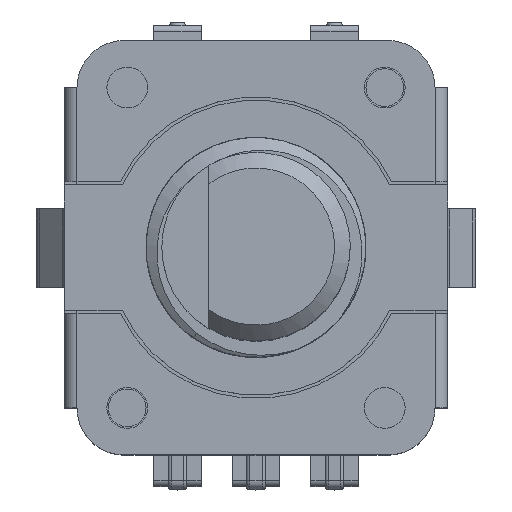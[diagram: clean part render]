
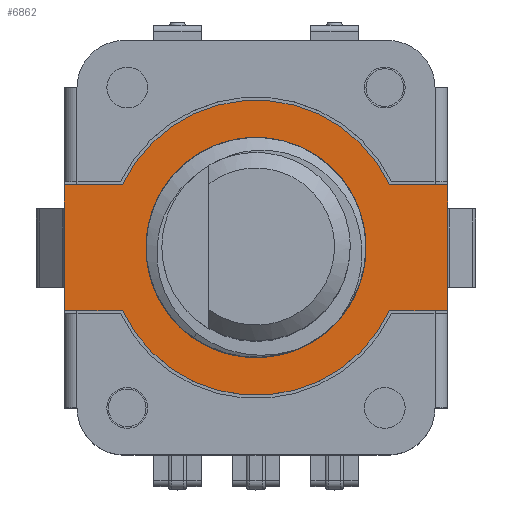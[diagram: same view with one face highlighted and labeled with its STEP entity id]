
A CAD part, top view. The second image highlights one B-rep face of the part: STEP entity #6862.
In plain terms, the highlighted planar face has unit normal (0, 0, 1).
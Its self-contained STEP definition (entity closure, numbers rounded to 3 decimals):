
#24 = VERTEX_POINT('',#25);
#25 = CARTESIAN_POINT('',(2.619,2.325,6.615)
  );
#1226 = VERTEX_POINT('',#1227);
#1227 = CARTESIAN_POINT('',(3.398,0.842,6.615
    ));
#1273 = EDGE_CURVE('',#1226,#24,#1274,.T.);
#1274 = CIRCLE('',#1275,3.5);
#1275 = AXIS2_PLACEMENT_3D('',#1276,#1277,#1278);
#1276 = CARTESIAN_POINT('',(0.,0.004,
    6.615));
#1277 = DIRECTION('',(0.,0.,1.));
#1278 = DIRECTION('',(0.971,0.239,-0.));
#5549 = EDGE_CURVE('',#1226,#24,#5550,.T.);
#5550 = B_SPLINE_CURVE_WITH_KNOTS('',2,(#5551,#5552,#5553,#5554,#5555,
    #5556,#5557,#5558,#5559,#5560,#5561,#5562,#5563,#5564,#5565,#5566,
    #5567,#5568,#5569,#5570,#5571,#5572,#5573,#5574,#5575,#5576,#5577,
    #5578,#5579,#5580,#5581,#5582,#5583),.UNSPECIFIED.,.F.,.F.,(3,2,2,2,
    2,2,2,2,2,2,2,2,2,2,2,2,3),(0.,0.063,0.125,0.188,0.25,0.313,
    0.375,0.438,0.5,0.563,0.625,0.688,0.75,0.813,0.875,0.938,1.),
  .PIECEWISE_BEZIER_KNOTS.);
#5551 = CARTESIAN_POINT('',(3.398,0.842,6.615));
#5552 = CARTESIAN_POINT('',(3.549,0.222,6.615));
#5553 = CARTESIAN_POINT('',(3.472,-0.418,6.615));
#5554 = CARTESIAN_POINT('',(3.395,-1.061,6.615));
#5555 = CARTESIAN_POINT('',(3.099,-1.621,6.615));
#5556 = CARTESIAN_POINT('',(2.801,-2.183,6.615));
#5557 = CARTESIAN_POINT('',(2.318,-2.613,6.615));
#5558 = CARTESIAN_POINT('',(1.833,-3.045,6.615));
#5559 = CARTESIAN_POINT('',(1.241,-3.268,6.615));
#5560 = CARTESIAN_POINT('',(0.648,-3.492,6.615));
#5561 = CARTESIAN_POINT('',(0.,-3.492,6.615));
#5562 = CARTESIAN_POINT('',(-0.65,-3.493,6.615));
#5563 = CARTESIAN_POINT('',(-1.241,-3.268,6.615));
#5564 = CARTESIAN_POINT('',(-1.833,-3.043,6.615));
#5565 = CARTESIAN_POINT('',(-2.319,-2.613,6.615));
#5566 = CARTESIAN_POINT('',(-2.805,-2.183,6.615));
#5567 = CARTESIAN_POINT('',(-3.099,-1.622,6.615));
#5568 = CARTESIAN_POINT('',(-3.393,-1.062,6.615));
#5569 = CARTESIAN_POINT('',(-3.471,-0.417,6.615));
#5570 = CARTESIAN_POINT('',(-3.549,0.226,6.615));
#5571 = CARTESIAN_POINT('',(-3.398,0.842,6.615));
#5572 = CARTESIAN_POINT('',(-3.248,1.456,6.615));
#5573 = CARTESIAN_POINT('',(-2.878,1.991,6.615));
#5574 = CARTESIAN_POINT('',(-2.51,2.523,6.615));
#5575 = CARTESIAN_POINT('',(-1.988,2.885,6.615));
#5576 = CARTESIAN_POINT('',(-1.469,3.245,6.615));
#5577 = CARTESIAN_POINT('',(-0.837,3.399,6.615));
#5578 = CARTESIAN_POINT('',(-0.21,3.553,6.615));
#5579 = CARTESIAN_POINT('',(0.422,3.478,6.615));
#5580 = CARTESIAN_POINT('',(1.051,3.404,6.615));
#5581 = CARTESIAN_POINT('',(1.625,3.102,6.615));
#5582 = CARTESIAN_POINT('',(2.195,2.801,6.615));
#5583 = CARTESIAN_POINT('',(2.62,2.325,6.615));
#6826 = EDGE_CURVE('',#6827,#6829,#6831,.T.);
#6827 = VERTEX_POINT('',#6828);
#6828 = CARTESIAN_POINT('',(6.1,2.004,6.615));
#6829 = VERTEX_POINT('',#6830);
#6830 = CARTESIAN_POINT('',(6.1,-1.996,6.615));
#6831 = LINE('',#6832,#6833);
#6832 = CARTESIAN_POINT('',(6.1,2.004,6.615));
#6833 = VECTOR('',#6834,1.);
#6834 = DIRECTION('',(0.,-1.,0.));
#6862 = ADVANCED_FACE('',(#6863,#6922),#6926,.T.);
#6863 = FACE_BOUND('',#6864,.T.);
#6864 = EDGE_LOOP('',(#6865,#6875,#6884,#6890,#6891,#6899,#6908,#6916));
#6865 = ORIENTED_EDGE('',*,*,#6866,.F.);
#6866 = EDGE_CURVE('',#6867,#6869,#6871,.T.);
#6867 = VERTEX_POINT('',#6868);
#6868 = CARTESIAN_POINT('',(-4.253,-1.996,6.615));
#6869 = VERTEX_POINT('',#6870);
#6870 = CARTESIAN_POINT('',(-6.1,-1.996,6.615));
#6871 = LINE('',#6872,#6873);
#6872 = CARTESIAN_POINT('',(-4.253,-1.996,6.615
    ));
#6873 = VECTOR('',#6874,1.);
#6874 = DIRECTION('',(-1.,0.,0.));
#6875 = ORIENTED_EDGE('',*,*,#6876,.F.);
#6876 = EDGE_CURVE('',#6877,#6867,#6879,.T.);
#6877 = VERTEX_POINT('',#6878);
#6878 = CARTESIAN_POINT('',(4.253,-1.996,6.615));
#6879 = CIRCLE('',#6880,4.7);
#6880 = AXIS2_PLACEMENT_3D('',#6881,#6882,#6883);
#6881 = CARTESIAN_POINT('',(0.,0.004,6.615));
#6882 = DIRECTION('',(0.,0.,-1.));
#6883 = DIRECTION('',(0.905,-0.426,0.));
#6884 = ORIENTED_EDGE('',*,*,#6885,.F.);
#6885 = EDGE_CURVE('',#6829,#6877,#6886,.T.);
#6886 = LINE('',#6887,#6888);
#6887 = CARTESIAN_POINT('',(6.1,-1.996,6.615)
  );
#6888 = VECTOR('',#6889,1.);
#6889 = DIRECTION('',(-1.,0.,0.));
#6890 = ORIENTED_EDGE('',*,*,#6826,.F.);
#6891 = ORIENTED_EDGE('',*,*,#6892,.F.);
#6892 = EDGE_CURVE('',#6893,#6827,#6895,.T.);
#6893 = VERTEX_POINT('',#6894);
#6894 = CARTESIAN_POINT('',(4.253,2.004,6.615));
#6895 = LINE('',#6896,#6897);
#6896 = CARTESIAN_POINT('',(4.253,2.004,6.615)
  );
#6897 = VECTOR('',#6898,1.);
#6898 = DIRECTION('',(1.,0.,0.));
#6899 = ORIENTED_EDGE('',*,*,#6900,.F.);
#6900 = EDGE_CURVE('',#6901,#6893,#6903,.T.);
#6901 = VERTEX_POINT('',#6902);
#6902 = CARTESIAN_POINT('',(-4.253,2.004,6.615));
#6903 = CIRCLE('',#6904,4.7);
#6904 = AXIS2_PLACEMENT_3D('',#6905,#6906,#6907);
#6905 = CARTESIAN_POINT('',(0.,0.004,6.615));
#6906 = DIRECTION('',(0.,0.,-1.));
#6907 = DIRECTION('',(-0.905,0.426,0.));
#6908 = ORIENTED_EDGE('',*,*,#6909,.F.);
#6909 = EDGE_CURVE('',#6910,#6901,#6912,.T.);
#6910 = VERTEX_POINT('',#6911);
#6911 = CARTESIAN_POINT('',(-6.1,2.004,6.615));
#6912 = LINE('',#6913,#6914);
#6913 = CARTESIAN_POINT('',(-6.1,2.004,6.615)
  );
#6914 = VECTOR('',#6915,1.);
#6915 = DIRECTION('',(1.,0.,0.));
#6916 = ORIENTED_EDGE('',*,*,#6917,.F.);
#6917 = EDGE_CURVE('',#6869,#6910,#6918,.T.);
#6918 = LINE('',#6919,#6920);
#6919 = CARTESIAN_POINT('',(-6.1,-1.996,6.615)
  );
#6920 = VECTOR('',#6921,1.);
#6921 = DIRECTION('',(0.,1.,0.));
#6922 = FACE_BOUND('',#6923,.T.);
#6923 = EDGE_LOOP('',(#6924,#6925));
#6924 = ORIENTED_EDGE('',*,*,#5549,.T.);
#6925 = ORIENTED_EDGE('',*,*,#1273,.F.);
#6926 = PLANE('',#6927);
#6927 = AXIS2_PLACEMENT_3D('',#6928,#6929,#6930);
#6928 = CARTESIAN_POINT('',(0.,0.004,6.615));
#6929 = DIRECTION('',(0.,0.,1.));
#6930 = DIRECTION('',(1.,0.,0.));
